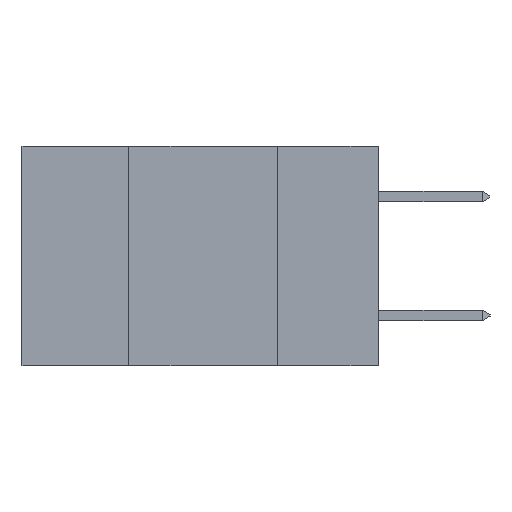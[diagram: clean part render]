
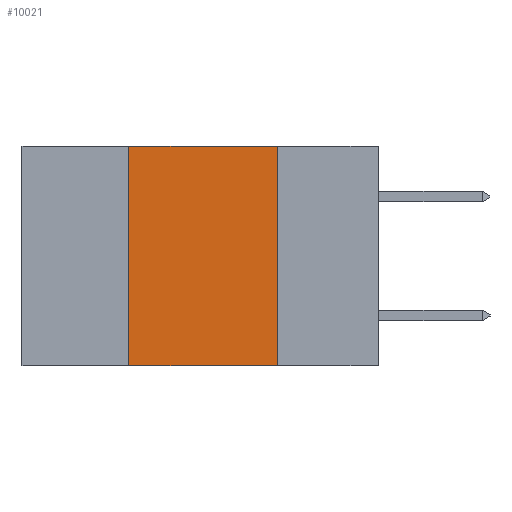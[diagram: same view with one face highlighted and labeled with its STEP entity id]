
A CAD part, left-side view. The second image highlights one B-rep face of the part: STEP entity #10021.
In plain terms, the highlighted planar face has unit normal (-1, 0, 0).
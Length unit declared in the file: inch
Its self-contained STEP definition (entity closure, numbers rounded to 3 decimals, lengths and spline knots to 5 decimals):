
#802 = VERTEX_POINT ( 'NONE', #9609 ) ;
#1068 = EDGE_CURVE ( 'NONE', #1776, #5867, #11602, .T. ) ;
#1113 = LINE ( 'NONE', #1505, #10700 ) ;
#1142 = DIRECTION ( 'NONE',  ( 0., 0., -1. ) ) ;
#1505 = CARTESIAN_POINT ( 'NONE',  ( 0., 0.17, -0.37 ) ) ;
#1567 = EDGE_LOOP ( 'NONE', ( #5040, #10483, #11062, #4303 ) ) ;
#1776 = VERTEX_POINT ( 'NONE', #10365 ) ;
#2410 = EDGE_CURVE ( 'NONE', #5867, #11462, #1113, .T. ) ;
#2677 = CARTESIAN_POINT ( 'NONE',  ( 0., 0.6, 0. ) ) ;
#3041 = CARTESIAN_POINT ( 'NONE',  ( 0., 0.6, -0.37 ) ) ;
#3623 = DIRECTION ( 'NONE',  ( 0., 0., -1. ) ) ;
#3961 = VECTOR ( 'NONE', #4883, 39.37008 ) ;
#4262 = CARTESIAN_POINT ( 'NONE',  ( 0., 0.42, -0.37 ) ) ;
#4303 = ORIENTED_EDGE ( 'NONE', *, *, #5117, .T. ) ;
#4331 = LINE ( 'NONE', #3041, #4928 ) ;
#4424 = CARTESIAN_POINT ( 'NONE',  ( 0., 0.6, 0. ) ) ;
#4883 = DIRECTION ( 'NONE',  ( 0., -1., 0. ) ) ;
#4928 = VECTOR ( 'NONE', #8626, 39.37008 ) ;
#5040 = ORIENTED_EDGE ( 'NONE', *, *, #2410, .F. ) ;
#5117 = EDGE_CURVE ( 'NONE', #802, #11462, #4331, .T. ) ;
#5210 = DIRECTION ( 'NONE',  ( 0., 0., 1. ) ) ;
#5668 = EDGE_CURVE ( 'NONE', #802, #1776, #7511, .T. ) ;
#5867 = VERTEX_POINT ( 'NONE', #10938 ) ;
#5964 = FACE_OUTER_BOUND ( 'NONE', #1567, .T. ) ;
#7511 = LINE ( 'NONE', #4262, #9641 ) ;
#8069 = AXIS2_PLACEMENT_3D ( 'NONE', #2677, #9199, #3623 ) ;
#8626 = DIRECTION ( 'NONE',  ( 0., -1., 0. ) ) ;
#9199 = DIRECTION ( 'NONE',  ( 1., 0., 0. ) ) ;
#9609 = CARTESIAN_POINT ( 'NONE',  ( 0., 0.42, -0.37 ) ) ;
#9641 = VECTOR ( 'NONE', #5210, 39.37008 ) ;
#10021 = ADVANCED_FACE ( 'NONE', ( #5964 ), #11897, .F. ) ;
#10365 = CARTESIAN_POINT ( 'NONE',  ( 0., 0.42, 0. ) ) ;
#10470 = CARTESIAN_POINT ( 'NONE',  ( 0., 0.17, -0.37 ) ) ;
#10483 = ORIENTED_EDGE ( 'NONE', *, *, #1068, .F. ) ;
#10700 = VECTOR ( 'NONE', #1142, 39.37008 ) ;
#10938 = CARTESIAN_POINT ( 'NONE',  ( 0., 0.17, 0. ) ) ;
#11062 = ORIENTED_EDGE ( 'NONE', *, *, #5668, .F. ) ;
#11462 = VERTEX_POINT ( 'NONE', #10470 ) ;
#11602 = LINE ( 'NONE', #4424, #3961 ) ;
#11897 = PLANE ( 'NONE',  #8069 ) ;
